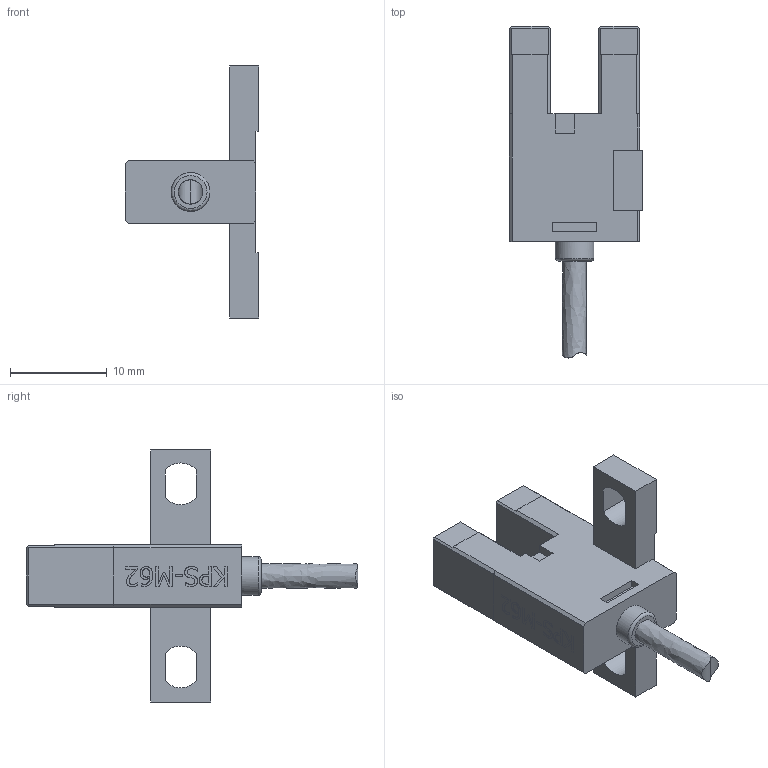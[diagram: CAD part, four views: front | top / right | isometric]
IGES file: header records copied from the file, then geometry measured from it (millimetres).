
Global section: file name: KPS-M62; native system: Autodesk Inventor 2014; preprocessor: unknown; author: KHJ; date: 20141128.111843; units: millimetre
Bounding box: 13.8 x 34.25 x 26 mm (x, y, z)
Volume: 1924.6 mm3; surface area: 1611.5 mm2
Topology: 1 solids, 1 shells, 229 faces, 637 edges, 426 vertices
Faces by surface type: bspline 229
